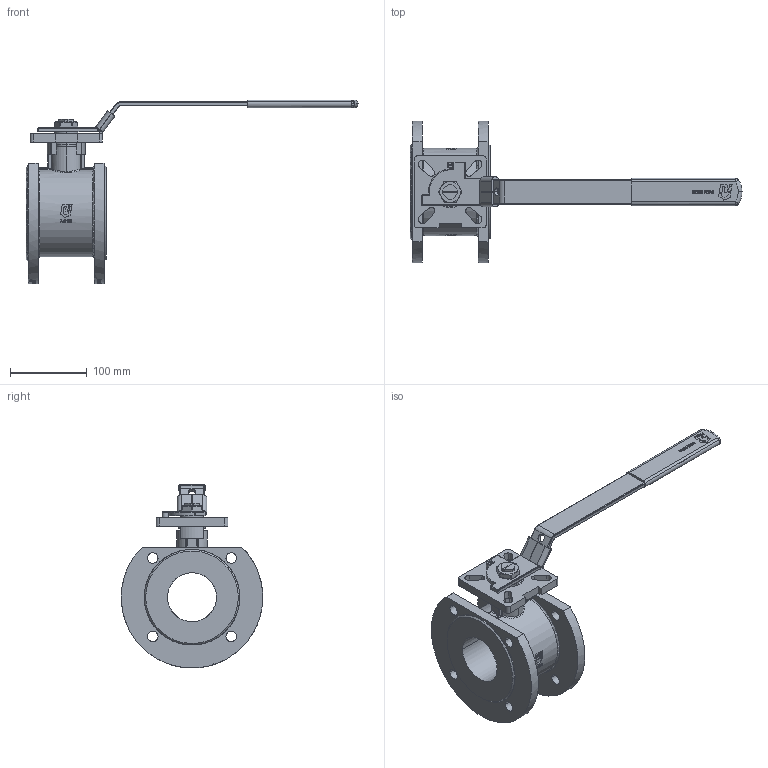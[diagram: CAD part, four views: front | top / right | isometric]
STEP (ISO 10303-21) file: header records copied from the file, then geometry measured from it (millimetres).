
FILE_DESCRIPTION(('HOOPS Exchange Step'),'2;1');
FILE_NAME('FK11_DN65.stp','2025-08-29T13:56:34+02:00',('nieru'),('Unknown organisation'),'HOOPS Exchange 2024.2','HOOPS Exchange','Unknown authorisation');
FILE_SCHEMA( ('AP203_CONFIGURATION_CONTROLLED_3D_DESIGN_OF_MECHANICAL_PARTS_AND_ASSEMBLIES_MIM_LF') );
Length unit declared in the file: millimetre
Products named in the file (2): 0; root
Assembly tree (1 placements, depth 2):
  root
    0
Bounding box: 433.95 x 184.92 x 240.5 mm (x, y, z)
Volume: 1340783.1 mm3; surface area: 239995.4 mm2
Topology: 13 solids, 13 shells, 1513 faces, 4054 edges, 2657 vertices
Faces by surface type: bspline 679, plane 480, cylinder 297, torus 27, sphere 20, cone 10
Entity records: 99295 total; most frequent: CARTESIAN_POINT 66522, ORIENTED_EDGE 8100, DIRECTION 4132, EDGE_CURVE 4050, VERTEX_POINT 2657, B_SPLINE_CURVE_WITH_KNOTS 1971, EDGE_LOOP 1657, FACE_BOUND 1657
